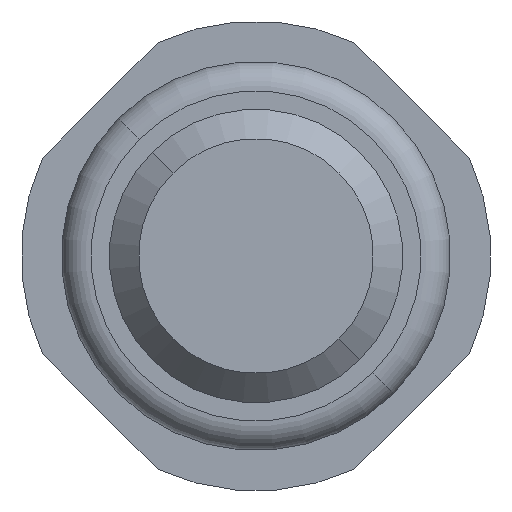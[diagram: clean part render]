
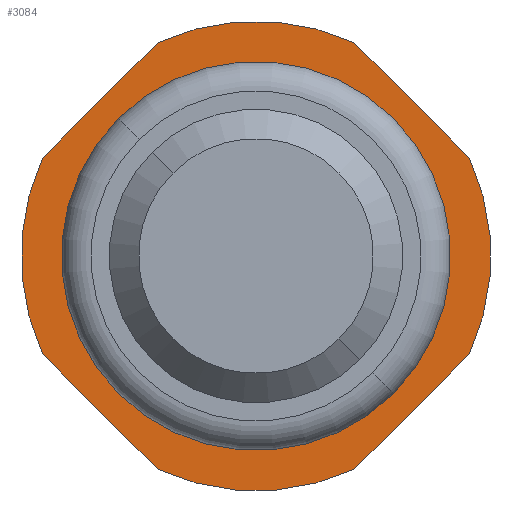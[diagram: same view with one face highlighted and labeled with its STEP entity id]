
A CAD part, front view. The second image highlights one B-rep face of the part: STEP entity #3084.
In plain terms, the highlighted planar face has unit normal (0, -1, 0).
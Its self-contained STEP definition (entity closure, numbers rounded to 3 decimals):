
#1 = AXIS2_PLACEMENT_3D ( 'NONE', #1580, #580, #569 ) ;
#51 = EDGE_LOOP ( 'NONE', ( #736, #561, #238, #1051, #3336, #2831, #2328, #120 ) ) ;
#120 = ORIENTED_EDGE ( 'NONE', *, *, #789, .F. ) ;
#164 = CARTESIAN_POINT ( 'NONE',  ( 2.192, -2., 0.071 ) ) ;
#187 = LINE ( 'NONE', #164, #1880 ) ;
#238 = ORIENTED_EDGE ( 'NONE', *, *, #1022, .F. ) ;
#242 = DIRECTION ( 'NONE',  ( -0.707, 0., 0.707 ) ) ;
#286 = CARTESIAN_POINT ( 'NONE',  ( 0.667, -2., 1.454 ) ) ;
#288 = DIRECTION ( 'NONE',  ( 0.707, 0., -0.707 ) ) ;
#395 = CIRCLE ( 'NONE', #2522, 1.325 ) ;
#432 = CIRCLE ( 'NONE', #540, 1.6 ) ;
#443 = VERTEX_POINT ( 'NONE', #2616 ) ;
#448 = DIRECTION ( 'NONE',  ( 0., 1., 0. ) ) ;
#453 = DIRECTION ( 'NONE',  ( 0., 1., 0. ) ) ;
#458 = CARTESIAN_POINT ( 'NONE',  ( 0., -2., 0. ) ) ;
#464 = CARTESIAN_POINT ( 'NONE',  ( -1.061, -2., -1.061 ) ) ;
#540 = AXIS2_PLACEMENT_3D ( 'NONE', #458, #448, #1768 ) ;
#561 = ORIENTED_EDGE ( 'NONE', *, *, #1263, .F. ) ;
#569 = DIRECTION ( 'NONE',  ( -0.707, 0., 0.707 ) ) ;
#580 = DIRECTION ( 'NONE',  ( 0., 1., 0. ) ) ;
#636 = VERTEX_POINT ( 'NONE', #1661 ) ;
#639 = VECTOR ( 'NONE', #288, 1000. ) ;
#652 = VERTEX_POINT ( 'NONE', #2216 ) ;
#688 = VERTEX_POINT ( 'NONE', #2205 ) ;
#736 = ORIENTED_EDGE ( 'NONE', *, *, #3331, .F. ) ;
#774 = VERTEX_POINT ( 'NONE', #941 ) ;
#789 = EDGE_CURVE ( 'Defeature ausgef�hrt2_4+Defeature ausgef�hrt2_8+Defeature ausgef�hrt2_15+Defeature ausgef�hrt2_12', #688, #652, #3325, .T. ) ;
#863 = VERTEX_POINT ( 'NONE', #2822 ) ;
#936 = AXIS2_PLACEMENT_3D ( 'NONE', #2590, #453, #2284 ) ;
#938 = CIRCLE ( 'NONE', #1, 1.325 ) ;
#939 = VERTEX_POINT ( 'NONE', #286 ) ;
#941 = CARTESIAN_POINT ( 'NONE',  ( 0.667, -2., -1.454 ) ) ;
#943 = LINE ( 'NONE', #2631, #3166 ) ;
#946 = CARTESIAN_POINT ( 'NONE',  ( 0.937, -2., -0.937 ) ) ;
#1000 = PLANE ( 'NONE',  #1853 ) ;
#1022 = EDGE_CURVE ( 'Defeature ausgef�hrt2_14+Defeature ausgef�hrt2_8+Defeature ausgef�hrt2_6+Defeature ausgef�hrt2_5', #2249, #2828, #943, .T. ) ;
#1051 = ORIENTED_EDGE ( 'NONE', *, *, #1386, .F. ) ;
#1061 = FACE_OUTER_BOUND ( 'NONE', #51, .T. ) ;
#1147 = EDGE_LOOP ( 'NONE', ( #2811, #2102 ) ) ;
#1239 = EDGE_CURVE ( 'Defeature ausgef�hrt2_12+Defeature ausgef�hrt2_8+Defeature ausgef�hrt2_4+Defeature ausgef�hrt2_7', #652, #774, #187, .T. ) ;
#1263 = EDGE_CURVE ( 'Defeature ausgef�hrt2_5+Defeature ausgef�hrt2_8+Defeature ausgef�hrt2_14+Defeature ausgef�hrt2_15', #2828, #939, #2446, .T. ) ;
#1325 = DIRECTION ( 'NONE',  ( 0.707, 0., 0.707 ) ) ;
#1334 = DIRECTION ( 'NONE',  ( -0.707, 0., 0.707 ) ) ;
#1359 = EDGE_CURVE ( 'Defeature ausgef�hrt2_8+Defeature ausgef�hrt2_10+Defeature ausgef�hrt2_10+Defeature ausgef�hrt2_10', #2434, #636, #395, .T. ) ;
#1386 = EDGE_CURVE ( 'Defeature ausgef�hrt2_6+Defeature ausgef�hrt2_8+Defeature ausgef�hrt2_13+Defeature ausgef�hrt2_14', #863, #2249, #2281, .T. ) ;
#1444 = DIRECTION ( 'NONE',  ( 0., 1., 0. ) ) ;
#1453 = DIRECTION ( 'NONE',  ( -0.707, 0., 0.707 ) ) ;
#1580 = CARTESIAN_POINT ( 'NONE',  ( 0., -2., 0. ) ) ;
#1587 = CARTESIAN_POINT ( 'NONE',  ( 0., -2., 0. ) ) ;
#1602 = DIRECTION ( 'NONE',  ( -0.707, 0., 0.707 ) ) ;
#1628 = CARTESIAN_POINT ( 'NONE',  ( 1.061, -2., 1.061 ) ) ;
#1650 = AXIS2_PLACEMENT_3D ( 'NONE', #3002, #1444, #1453 ) ;
#1661 = CARTESIAN_POINT ( 'NONE',  ( -0.937, -2., 0.937 ) ) ;
#1767 = CARTESIAN_POINT ( 'NONE',  ( 1.131, -2., 1.131 ) ) ;
#1768 = DIRECTION ( 'NONE',  ( -0.707, 0., 0.707 ) ) ;
#1822 = LINE ( 'NONE', #1628, #639 ) ;
#1825 = CARTESIAN_POINT ( 'NONE',  ( 0., -2., 0. ) ) ;
#1853 = AXIS2_PLACEMENT_3D ( 'NONE', #1767, #2781, #2801 ) ;
#1860 = EDGE_CURVE ( 'Defeature ausgef�hrt2_8+Defeature ausgef�hrt2_10+Defeature ausgef�hrt2_10+Defeature ausgef�hrt2_10', #636, #2434, #938, .T. ) ;
#1880 = VECTOR ( 'NONE', #2830, 1000. ) ;
#1891 = CARTESIAN_POINT ( 'NONE',  ( -0.667, -2., 1.454 ) ) ;
#2077 = LINE ( 'NONE', #464, #3028 ) ;
#2102 = ORIENTED_EDGE ( 'NONE', *, *, #1359, .T. ) ;
#2205 = CARTESIAN_POINT ( 'NONE',  ( 1.454, -2., 0.667 ) ) ;
#2216 = CARTESIAN_POINT ( 'NONE',  ( 1.454, -2., -0.667 ) ) ;
#2249 = VERTEX_POINT ( 'NONE', #3159 ) ;
#2281 = CIRCLE ( 'NONE', #2858, 1.6 ) ;
#2284 = DIRECTION ( 'NONE',  ( -0.707, 0., 0.707 ) ) ;
#2328 = ORIENTED_EDGE ( 'NONE', *, *, #1239, .F. ) ;
#2434 = VERTEX_POINT ( 'NONE', #946 ) ;
#2446 = CIRCLE ( 'NONE', #936, 1.6 ) ;
#2522 = AXIS2_PLACEMENT_3D ( 'NONE', #1587, #2891, #1334 ) ;
#2590 = CARTESIAN_POINT ( 'NONE',  ( 0., -2., 0. ) ) ;
#2616 = CARTESIAN_POINT ( 'NONE',  ( -0.667, -2., -1.454 ) ) ;
#2628 = DIRECTION ( 'NONE',  ( 0., 1., 0. ) ) ;
#2629 = EDGE_CURVE ( 'Defeature ausgef�hrt2_7+Defeature ausgef�hrt2_8+Defeature ausgef�hrt2_12+Defeature ausgef�hrt2_13', #774, #443, #432, .T. ) ;
#2631 = CARTESIAN_POINT ( 'NONE',  ( 0.071, -2., 2.192 ) ) ;
#2781 = DIRECTION ( 'NONE',  ( 0., 1., 0. ) ) ;
#2801 = DIRECTION ( 'NONE',  ( -0.707, 0., 0.707 ) ) ;
#2811 = ORIENTED_EDGE ( 'NONE', *, *, #1860, .T. ) ;
#2822 = CARTESIAN_POINT ( 'NONE',  ( -1.454, -2., -0.667 ) ) ;
#2828 = VERTEX_POINT ( 'NONE', #1891 ) ;
#2830 = DIRECTION ( 'NONE',  ( -0.707, 0., -0.707 ) ) ;
#2831 = ORIENTED_EDGE ( 'NONE', *, *, #2629, .F. ) ;
#2858 = AXIS2_PLACEMENT_3D ( 'NONE', #1825, #2628, #1602 ) ;
#2891 = DIRECTION ( 'NONE',  ( 0., 1., 0. ) ) ;
#3002 = CARTESIAN_POINT ( 'NONE',  ( 0., -2., 0. ) ) ;
#3028 = VECTOR ( 'NONE', #242, 1000. ) ;
#3084 = ADVANCED_FACE ( 'Defeature ausgef�hrt2_8', ( #3201, #1061 ), #1000, .F. ) ;
#3111 = EDGE_CURVE ( 'Defeature ausgef�hrt2_13+Defeature ausgef�hrt2_8+Defeature ausgef�hrt2_7+Defeature ausgef�hrt2_6', #443, #863, #2077, .T. ) ;
#3159 = CARTESIAN_POINT ( 'NONE',  ( -1.454, -2., 0.667 ) ) ;
#3166 = VECTOR ( 'NONE', #1325, 1000. ) ;
#3201 = FACE_BOUND ( 'NONE', #1147, .T. ) ;
#3325 = CIRCLE ( 'NONE', #1650, 1.6 ) ;
#3331 = EDGE_CURVE ( 'Defeature ausgef�hrt2_15+Defeature ausgef�hrt2_8+Defeature ausgef�hrt2_5+Defeature ausgef�hrt2_4', #939, #688, #1822, .T. ) ;
#3336 = ORIENTED_EDGE ( 'NONE', *, *, #3111, .F. ) ;
